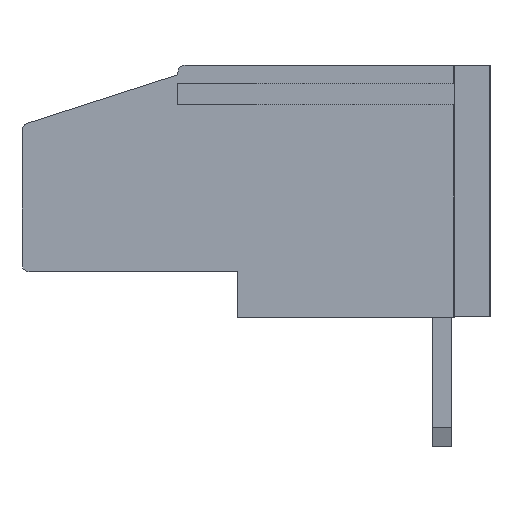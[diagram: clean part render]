
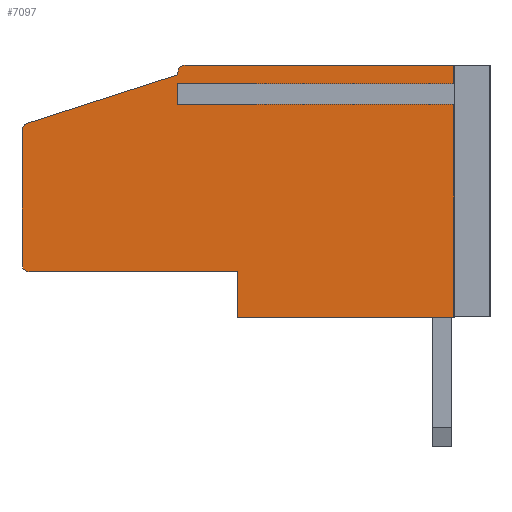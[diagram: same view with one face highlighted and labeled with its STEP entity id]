
A CAD part, left-side view. The second image highlights one B-rep face of the part: STEP entity #7097.
In plain terms, the highlighted planar face has unit normal (-1, 0, 0).
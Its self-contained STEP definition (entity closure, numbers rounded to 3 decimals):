
#318 = DIRECTION ( 'NONE',  ( 0., 0., -1. ) ) ;
#777 = CARTESIAN_POINT ( 'NONE',  ( 0., 19.5, 10.5 ) ) ;
#1480 = AXIS2_PLACEMENT_3D ( 'NONE', #11037, #24704, #38337 ) ;
#1494 = CARTESIAN_POINT ( 'NONE',  ( 0., 19.2, 1.9 ) ) ;
#1567 = CARTESIAN_POINT ( 'NONE',  ( 0., 10.5, 1.9 ) ) ;
#1591 = CARTESIAN_POINT ( 'NONE',  ( 0., 13., 9.502 ) ) ;
#1810 = DIRECTION ( 'NONE',  ( 0., 0., -1. ) ) ;
#1865 = CARTESIAN_POINT ( 'NONE',  ( 0., 13., 10.1 ) ) ;
#1937 = VERTEX_POINT ( 'NONE', #16331 ) ;
#2365 = EDGE_CURVE ( 'NONE', #37128, #36450, #43367, .T. ) ;
#3595 = VERTEX_POINT ( 'NONE', #18921 ) ;
#3671 = ORIENTED_EDGE ( 'NONE', *, *, #13467, .T. ) ;
#3723 = CARTESIAN_POINT ( 'NONE',  ( 0., 1.5, 10.5 ) ) ;
#3842 = VERTEX_POINT ( 'NONE', #39983 ) ;
#4125 = EDGE_CURVE ( 'NONE', #22543, #20340, #43735, .T. ) ;
#4294 = VECTOR ( 'NONE', #43864, 1000. ) ;
#4378 = ORIENTED_EDGE ( 'NONE', *, *, #26791, .F. ) ;
#5893 = CARTESIAN_POINT ( 'NONE',  ( 0., 19.5, 0. ) ) ;
#5963 = VECTOR ( 'NONE', #9332, 1000. ) ;
#7097 = ADVANCED_FACE ( 'NONE', ( #13787 ), #13586, .F. ) ;
#7193 = VECTOR ( 'NONE', #12112, 1000. ) ;
#7213 = DIRECTION ( 'NONE',  ( 0., 1., 0. ) ) ;
#8045 = CARTESIAN_POINT ( 'NONE',  ( 0., 19.292, 8.067 ) ) ;
#8311 = LINE ( 'NONE', #1591, #7193 ) ;
#8341 = CARTESIAN_POINT ( 'NONE',  ( 0., 1.5, 9.502 ) ) ;
#8896 = CARTESIAN_POINT ( 'NONE',  ( 0., 1.5, 10.5 ) ) ;
#9332 = DIRECTION ( 'NONE',  ( 0., 0., -1. ) ) ;
#9338 = DIRECTION ( 'NONE',  ( 0., 0., 1. ) ) ;
#9536 = EDGE_CURVE ( 'NONE', #1937, #20184, #13271, .T. ) ;
#10885 = EDGE_CURVE ( 'NONE', #44219, #32525, #39946, .T. ) ;
#11037 = CARTESIAN_POINT ( 'NONE',  ( 0., 12.7, 10.2 ) ) ;
#11286 = ORIENTED_EDGE ( 'NONE', *, *, #12163, .F. ) ;
#12112 = DIRECTION ( 'NONE',  ( 0., 0., -1. ) ) ;
#12163 = EDGE_CURVE ( 'NONE', #13455, #36939, #40445, .T. ) ;
#12587 = CARTESIAN_POINT ( 'NONE',  ( 0., 19.5, 8. ) ) ;
#12943 = CARTESIAN_POINT ( 'NONE',  ( 0., 19.5, 10.5 ) ) ;
#13075 = ORIENTED_EDGE ( 'NONE', *, *, #25988, .F. ) ;
#13271 = CIRCLE ( 'NONE', #20377, 0.3 ) ;
#13455 = VERTEX_POINT ( 'NONE', #1865 ) ;
#13467 = EDGE_CURVE ( 'NONE', #38206, #36939, #20737, .T. ) ;
#13586 = PLANE ( 'NONE',  #41686 ) ;
#13787 = FACE_OUTER_BOUND ( 'NONE', #31264, .T. ) ;
#14250 = CARTESIAN_POINT ( 'NONE',  ( 0., 19.5, 7.782 ) ) ;
#14267 = EDGE_CURVE ( 'NONE', #22543, #3595, #42971, .T. ) ;
#14311 = VERTEX_POINT ( 'NONE', #8045 ) ;
#15228 = VECTOR ( 'NONE', #39935, 1000. ) ;
#15677 = DIRECTION ( 'NONE',  ( 0., -0.952, 0.307 ) ) ;
#16090 = VECTOR ( 'NONE', #29450, 1000. ) ;
#16331 = CARTESIAN_POINT ( 'NONE',  ( 0., 19.5, 2.2 ) ) ;
#16340 = VECTOR ( 'NONE', #9338, 1000. ) ;
#17552 = ORIENTED_EDGE ( 'NONE', *, *, #9536, .T. ) ;
#17585 = ORIENTED_EDGE ( 'NONE', *, *, #36609, .F. ) ;
#18301 = EDGE_CURVE ( 'NONE', #14311, #36180, #28355, .T. ) ;
#18739 = ORIENTED_EDGE ( 'NONE', *, *, #2365, .F. ) ;
#18921 = CARTESIAN_POINT ( 'NONE',  ( 0., 10.5, 1.9 ) ) ;
#19069 = AXIS2_PLACEMENT_3D ( 'NONE', #21149, #34596, #20718 ) ;
#19118 = LINE ( 'NONE', #42866, #16090 ) ;
#19231 = DIRECTION ( 'NONE',  ( -1., 0., 0. ) ) ;
#19327 = ORIENTED_EDGE ( 'NONE', *, *, #43160, .F. ) ;
#19596 = ORIENTED_EDGE ( 'NONE', *, *, #20539, .F. ) ;
#20184 = VERTEX_POINT ( 'NONE', #1494 ) ;
#20332 = VECTOR ( 'NONE', #24214, 1000. ) ;
#20340 = VERTEX_POINT ( 'NONE', #42383 ) ;
#20377 = AXIS2_PLACEMENT_3D ( 'NONE', #25768, #19231, #1810 ) ;
#20539 = EDGE_CURVE ( 'NONE', #14311, #13455, #35803, .T. ) ;
#20718 = DIRECTION ( 'NONE',  ( 0., 0., -1. ) ) ;
#20737 = CIRCLE ( 'NONE', #1480, 0.3 ) ;
#21149 = CARTESIAN_POINT ( 'NONE',  ( 0., 19.2, 7.782 ) ) ;
#22543 = VERTEX_POINT ( 'NONE', #23452 ) ;
#22591 = CARTESIAN_POINT ( 'NONE',  ( 0., 13., 9.098 ) ) ;
#23004 = VECTOR ( 'NONE', #36182, 1000. ) ;
#23043 = LINE ( 'NONE', #3723, #4294 ) ;
#23130 = CARTESIAN_POINT ( 'NONE',  ( 0., 13., 9.098 ) ) ;
#23452 = CARTESIAN_POINT ( 'NONE',  ( 0., 10.5, 0. ) ) ;
#23867 = CARTESIAN_POINT ( 'NONE',  ( 0., 13., 10.1 ) ) ;
#24214 = DIRECTION ( 'NONE',  ( 0., -1., 0. ) ) ;
#24704 = DIRECTION ( 'NONE',  ( -1., 0., 0. ) ) ;
#25768 = CARTESIAN_POINT ( 'NONE',  ( 0., 19.2, 2.2 ) ) ;
#25988 = EDGE_CURVE ( 'NONE', #32525, #20340, #23043, .T. ) ;
#26188 = ORIENTED_EDGE ( 'NONE', *, *, #14267, .F. ) ;
#26791 = EDGE_CURVE ( 'NONE', #3842, #44219, #8311, .T. ) ;
#26832 = LINE ( 'NONE', #12943, #23004 ) ;
#27358 = CARTESIAN_POINT ( 'NONE',  ( 0., 12.7, 10.5 ) ) ;
#27641 = EDGE_CURVE ( 'NONE', #3595, #20184, #38093, .T. ) ;
#27798 = LINE ( 'NONE', #41224, #20332 ) ;
#27843 = CARTESIAN_POINT ( 'NONE',  ( 0., 13., 10.2 ) ) ;
#27974 = VECTOR ( 'NONE', #29332, 1000. ) ;
#28355 = CIRCLE ( 'NONE', #19069, 0.3 ) ;
#29332 = DIRECTION ( 'NONE',  ( 0., 0., 1. ) ) ;
#29450 = DIRECTION ( 'NONE',  ( 0., 0., 1. ) ) ;
#31264 = EDGE_LOOP ( 'NONE', ( #19327, #17552, #36701, #26188, #41454, #13075, #36706, #4378, #32680, #18739, #17585, #3671, #11286, #19596, #33582 ) ) ;
#32321 = DIRECTION ( 'NONE',  ( 0., -1., 0. ) ) ;
#32525 = VERTEX_POINT ( 'NONE', #39709 ) ;
#32680 = ORIENTED_EDGE ( 'NONE', *, *, #39604, .T. ) ;
#33582 = ORIENTED_EDGE ( 'NONE', *, *, #18301, .T. ) ;
#34494 = CARTESIAN_POINT ( 'NONE',  ( 0., 19.5, 1.9 ) ) ;
#34596 = DIRECTION ( 'NONE',  ( -1., 0., 0. ) ) ;
#35803 = LINE ( 'NONE', #12587, #38235 ) ;
#36180 = VERTEX_POINT ( 'NONE', #14250 ) ;
#36182 = DIRECTION ( 'NONE',  ( 0., -1., 0. ) ) ;
#36450 = VERTEX_POINT ( 'NONE', #8341 ) ;
#36609 = EDGE_CURVE ( 'NONE', #38206, #37128, #26832, .T. ) ;
#36701 = ORIENTED_EDGE ( 'NONE', *, *, #27641, .F. ) ;
#36706 = ORIENTED_EDGE ( 'NONE', *, *, #10885, .F. ) ;
#36939 = VERTEX_POINT ( 'NONE', #27843 ) ;
#37128 = VERTEX_POINT ( 'NONE', #8896 ) ;
#38093 = LINE ( 'NONE', #34494, #40838 ) ;
#38206 = VERTEX_POINT ( 'NONE', #27358 ) ;
#38235 = VECTOR ( 'NONE', #15677, 1000. ) ;
#38337 = DIRECTION ( 'NONE',  ( 0., 0., -1. ) ) ;
#39604 = EDGE_CURVE ( 'NONE', #3842, #36450, #27798, .T. ) ;
#39709 = CARTESIAN_POINT ( 'NONE',  ( 0., 1.5, 9.098 ) ) ;
#39935 = DIRECTION ( 'NONE',  ( 0., -1., 0. ) ) ;
#39946 = LINE ( 'NONE', #23130, #39990 ) ;
#39983 = CARTESIAN_POINT ( 'NONE',  ( 0., 13., 9.502 ) ) ;
#39990 = VECTOR ( 'NONE', #32321, 1000. ) ;
#40008 = CARTESIAN_POINT ( 'NONE',  ( 0., 1.5, 10.5 ) ) ;
#40445 = LINE ( 'NONE', #23867, #16340 ) ;
#40838 = VECTOR ( 'NONE', #7213, 1000. ) ;
#41224 = CARTESIAN_POINT ( 'NONE',  ( 0., 13., 9.502 ) ) ;
#41454 = ORIENTED_EDGE ( 'NONE', *, *, #4125, .T. ) ;
#41542 = DIRECTION ( 'NONE',  ( 1., 0., 0. ) ) ;
#41686 = AXIS2_PLACEMENT_3D ( 'NONE', #777, #41542, #318 ) ;
#42383 = CARTESIAN_POINT ( 'NONE',  ( 0., 1.5, 0. ) ) ;
#42866 = CARTESIAN_POINT ( 'NONE',  ( 0., 19.5, 10.5 ) ) ;
#42971 = LINE ( 'NONE', #1567, #27974 ) ;
#43160 = EDGE_CURVE ( 'NONE', #1937, #36180, #19118, .T. ) ;
#43367 = LINE ( 'NONE', #40008, #5963 ) ;
#43735 = LINE ( 'NONE', #5893, #15228 ) ;
#43864 = DIRECTION ( 'NONE',  ( 0., 0., -1. ) ) ;
#44219 = VERTEX_POINT ( 'NONE', #22591 ) ;
